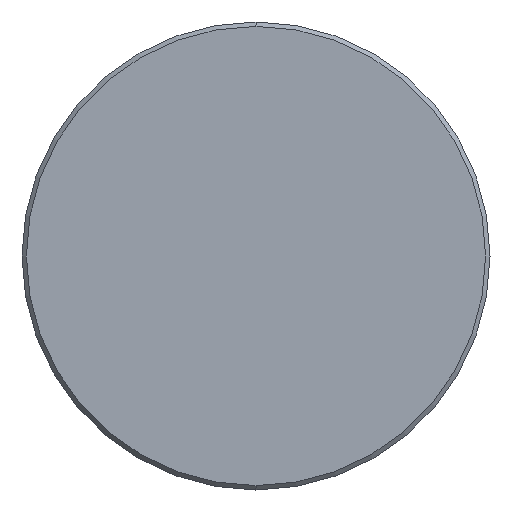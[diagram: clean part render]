
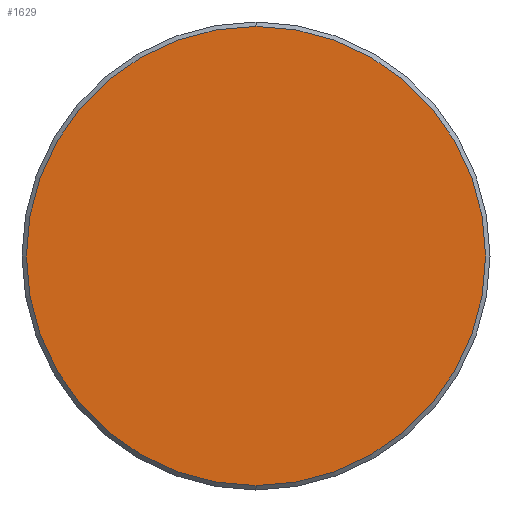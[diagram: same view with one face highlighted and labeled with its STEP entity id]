
A CAD part, left-side view. The second image highlights one B-rep face of the part: STEP entity #1629.
In plain terms, the highlighted planar face has unit normal (-1, 0, 0).
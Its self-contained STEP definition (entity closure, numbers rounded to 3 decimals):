
#108 = EDGE_CURVE ( '����4', #3485, #3750, #991, .T. ) ;
#322 = DIRECTION ( 'NONE',  ( 0., 0., -1. ) ) ;
#334 = DIRECTION ( 'NONE',  ( 1., 0., 0. ) ) ;
#493 = FACE_OUTER_BOUND ( 'NONE', #1819, .T. ) ;
#882 = EDGE_CURVE ( '����4', #3750, #3485, #1837, .T. ) ;
#991 = CIRCLE ( 'NONE', #2768, 15.7 ) ;
#1057 = CARTESIAN_POINT ( 'NONE',  ( -4.15, 0., -15.7 ) ) ;
#1422 = DIRECTION ( 'NONE',  ( -1., 0., 0. ) ) ;
#1629 = ADVANCED_FACE ( '��5', ( #493 ), #2178, .F. ) ;
#1819 = EDGE_LOOP ( 'NONE', ( #2557, #3586 ) ) ;
#1829 = CARTESIAN_POINT ( 'NONE',  ( -4.15, 0., 0. ) ) ;
#1837 = CIRCLE ( 'NONE', #3563, 15.7 ) ;
#1965 = AXIS2_PLACEMENT_3D ( 'NONE', #1829, #334, #322 ) ;
#2178 = PLANE ( 'NONE',  #1965 ) ;
#2356 = DIRECTION ( 'NONE',  ( 0., 0., -1. ) ) ;
#2557 = ORIENTED_EDGE ( 'NONE', *, *, #108, .T. ) ;
#2768 = AXIS2_PLACEMENT_3D ( 'NONE', #3170, #3488, #3795 ) ;
#3116 = CARTESIAN_POINT ( 'NONE',  ( -4.15, 0., 15.7 ) ) ;
#3170 = CARTESIAN_POINT ( 'NONE',  ( -4.15, 0., 0. ) ) ;
#3277 = CARTESIAN_POINT ( 'NONE',  ( -4.15, 0., 0. ) ) ;
#3485 = VERTEX_POINT ( 'NONE', #1057 ) ;
#3488 = DIRECTION ( 'NONE',  ( -1., 0., 0. ) ) ;
#3563 = AXIS2_PLACEMENT_3D ( 'NONE', #3277, #1422, #2356 ) ;
#3586 = ORIENTED_EDGE ( 'NONE', *, *, #882, .T. ) ;
#3750 = VERTEX_POINT ( 'NONE', #3116 ) ;
#3795 = DIRECTION ( 'NONE',  ( 0., 0., -1. ) ) ;
